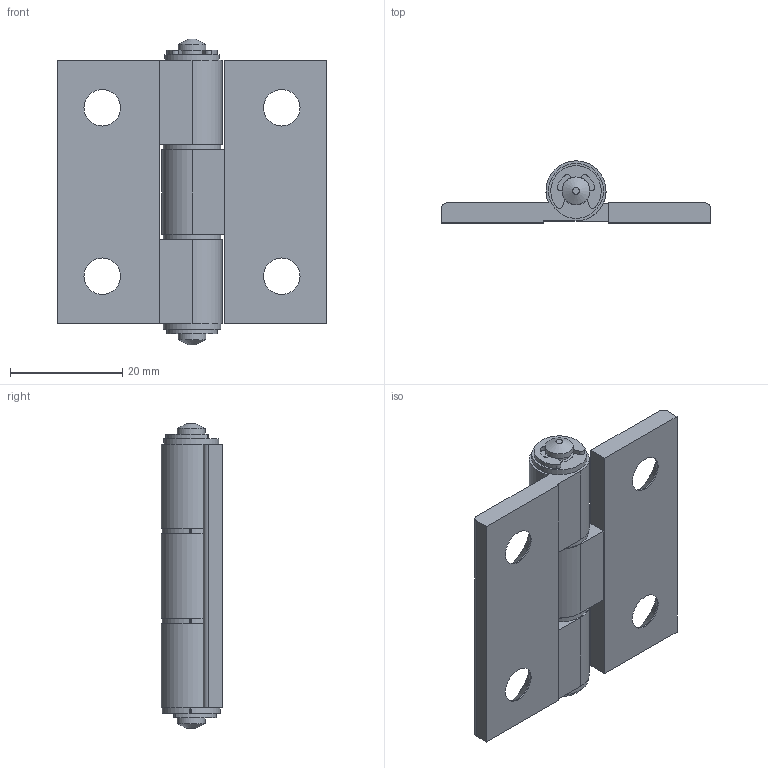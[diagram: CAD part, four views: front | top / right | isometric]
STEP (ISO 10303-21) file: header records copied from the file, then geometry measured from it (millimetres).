
FILE_DESCRIPTION(/* description */ (''),/* implementation_level */ '2;1');
FILE_NAME(/* name */ 'HA4748.stp',/* time_stamp */ '2024-03-11T11:55:32+09:00',/* author */ ('user'),/* organization */ (''),/* preprocessor_version */ 'ST-DEVELOPER v15.6',/* originating_system */ 'Autodesk Inventor 2015',/* authorisation */ '');
FILE_SCHEMA (('AUTOMOTIVE_DESIGN { 1 0 10303 214 3 1 1 }'));
Length unit declared in the file: millimetre
Products named in the file (7): 4748날개ㄷ; 4748날개ㅓ; E링(Ø4); 부싱(Ø10.3, Ø6.9, Ø5, 1.0T, 14L
); 핀(Ø5, 55L, 49L); 와샤(Ø9.8, Ø5, 1.0T); HA4748
Bounding box: 48 x 10.99 x 54.5 mm (x, y, z)
Volume: 9665.4 mm3; surface area: 10334.6 mm2
Topology: 9 solids, 9 shells, 116 faces, 276 edges, 182 vertices
Faces by surface type: plane 58, cylinder 52, cone 6
Full cylindrical faces by diameter (mm): 4 x2, 4.95 x3, 5 x1, 6.5 x4, 6.9 x3, 9.8 x1
Entity records: 2436 total; most frequent: DIRECTION 432, CARTESIAN_POINT 384, ORIENTED_EDGE 332, AXIS2_PLACEMENT_3D 170, EDGE_CURVE 166, VERTEX_POINT 122, EDGE_LOOP 120, LINE 92
